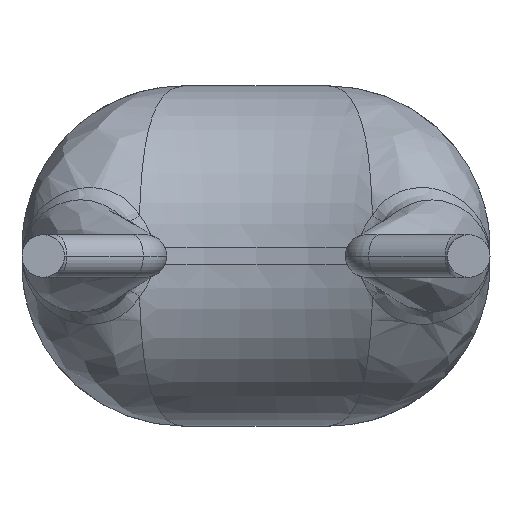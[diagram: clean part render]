
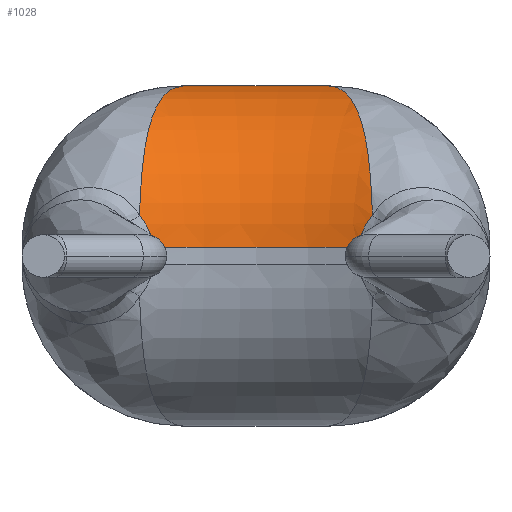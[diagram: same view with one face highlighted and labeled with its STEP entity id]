
A CAD part, front view. The second image highlights one B-rep face of the part: STEP entity #1028.
In plain terms, the highlighted toroidal (fillet/blend) face has major radius 5.55 mm and minor radius 1.9 mm.
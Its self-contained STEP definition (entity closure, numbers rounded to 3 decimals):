
#46 = CARTESIAN_POINT ( 'NONE',  ( -0.85, 4.335, 2. ) ) ;
#61 = CARTESIAN_POINT ( 'NONE',  ( 0.85, 4.335, 2. ) ) ;
#92 = EDGE_CURVE ( 'NONE', #1832, #2072, #994, .T. ) ;
#174 = AXIS2_PLACEMENT_3D ( 'NONE', #453, #671, #1505 ) ;
#177 = CARTESIAN_POINT ( 'NONE',  ( -1.006, 3.888, 1.966 ) ) ;
#223 = B_SPLINE_CURVE_WITH_KNOTS ( 'NONE', 3,
 ( #2298, #273, #1484, #2345, #693, #476, #1315, #1095, #1307, #2526, #264, #61 ),
 .UNSPECIFIED., .F., .F.,
 ( 4, 2, 2, 2, 2, 4 ),
 ( 0., 0.001, 0.001, 0.002, 0.003, 0.003 ),
 .UNSPECIFIED. ) ;
#244 = CARTESIAN_POINT ( 'NONE',  ( 1.202, 2.296, 0.1 ) ) ;
#252 = CARTESIAN_POINT ( 'NONE',  ( -1.368, 2.275, 0.48 ) ) ;
#264 = CARTESIAN_POINT ( 'NONE',  ( 0.931, 4.114, 2. ) ) ;
#268 = CARTESIAN_POINT ( 'NONE',  ( -1.202, 2.296, 0.1 ) ) ;
#273 = CARTESIAN_POINT ( 'NONE',  ( 1.362, 2.328, 0.71 ) ) ;
#283 = TOROIDAL_SURFACE ( 'NONE', #174, 5.55, 1.9 ) ;
#388 = CARTESIAN_POINT ( 'NONE',  ( 1.368, 2.275, 0.48 ) ) ;
#399 = CARTESIAN_POINT ( 'NONE',  ( -1.349, 2.43, 0.927 ) ) ;
#412 = EDGE_LOOP ( 'NONE', ( #1497, #1387, #1169, #529, #443, #1595 ) ) ;
#443 = ORIENTED_EDGE ( 'NONE', *, *, #965, .T. ) ;
#453 = CARTESIAN_POINT ( 'NONE',  ( 0., -1.15, 0.1 ) ) ;
#469 = EDGE_CURVE ( 'NONE', #2028, #1096, #1554, .T. ) ;
#476 = CARTESIAN_POINT ( 'NONE',  ( 1.269, 2.876, 1.463 ) ) ;
#525 = AXIS2_PLACEMENT_3D ( 'NONE', #2077, #1672, #1518 ) ;
#529 = ORIENTED_EDGE ( 'NONE', *, *, #2398, .T. ) ;
#559 = VERTEX_POINT ( 'NONE', #1744 ) ;
#583 = EDGE_CURVE ( 'NONE', #2072, #1096, #809, .T. ) ;
#593 = CARTESIAN_POINT ( 'NONE',  ( -1.187, 3.247, 1.732 ) ) ;
#671 = DIRECTION ( 'NONE',  ( 0., 0., -1. ) ) ;
#693 = CARTESIAN_POINT ( 'NONE',  ( 1.302, 2.71, 1.301 ) ) ;
#751 = B_SPLINE_CURVE_WITH_KNOTS ( 'NONE', 3,
 ( #1005, #1640, #2036, #388 ),
 .UNSPECIFIED., .F., .F.,
 ( 4, 4 ),
 ( 0., 0. ),
 .UNSPECIFIED. ) ;
#800 = CARTESIAN_POINT ( 'NONE',  ( -1.315, 2.633, 1.212 ) ) ;
#808 = CARTESIAN_POINT ( 'NONE',  ( -1.302, 2.71, 1.301 ) ) ;
#809 = B_SPLINE_CURVE_WITH_KNOTS ( 'NONE', 3,
 ( #2134, #1301, #1939, #268 ),
 .UNSPECIFIED., .F., .F.,
 ( 4, 4 ),
 ( 0., 0. ),
 .UNSPECIFIED. ) ;
#936 = CARTESIAN_POINT ( 'NONE',  ( -1.202, 2.296, 0.1 ) ) ;
#965 = EDGE_CURVE ( 'NONE', #559, #1980, #223, .T. ) ;
#994 = B_SPLINE_CURVE_WITH_KNOTS ( 'NONE', 3,
 ( #2058, #2267, #177, #1839, #593, #1649, #1018, #808, #800, #399, #1227, #1863 ),
 .UNSPECIFIED., .F., .F.,
 ( 4, 2, 2, 2, 2, 4 ),
 ( 0., 0.001, 0.001, 0.002, 0.002, 0.003 ),
 .UNSPECIFIED. ) ;
#1005 = CARTESIAN_POINT ( 'NONE',  ( 1.202, 2.296, 0.1 ) ) ;
#1018 = CARTESIAN_POINT ( 'NONE',  ( -1.269, 2.876, 1.463 ) ) ;
#1028 = ADVANCED_FACE ( 'NONE', ( #1951 ), #283, .T. ) ;
#1095 = CARTESIAN_POINT ( 'NONE',  ( 1.187, 3.247, 1.732 ) ) ;
#1096 = VERTEX_POINT ( 'NONE', #936 ) ;
#1169 = ORIENTED_EDGE ( 'NONE', *, *, #469, .F. ) ;
#1227 = CARTESIAN_POINT ( 'NONE',  ( -1.362, 2.328, 0.71 ) ) ;
#1236 = CIRCLE ( 'NONE', #525, 5.55 ) ;
#1296 = DIRECTION ( 'NONE',  ( -1., 0., 0. ) ) ;
#1301 = CARTESIAN_POINT ( 'NONE',  ( -1.279, 2.287, 0.371 ) ) ;
#1307 = CARTESIAN_POINT ( 'NONE',  ( 1.133, 3.457, 1.833 ) ) ;
#1315 = CARTESIAN_POINT ( 'NONE',  ( 1.251, 2.965, 1.536 ) ) ;
#1387 = ORIENTED_EDGE ( 'NONE', *, *, #583, .T. ) ;
#1484 = CARTESIAN_POINT ( 'NONE',  ( 1.349, 2.43, 0.927 ) ) ;
#1497 = ORIENTED_EDGE ( 'NONE', *, *, #92, .T. ) ;
#1505 = DIRECTION ( 'NONE',  ( -1., 0., 0. ) ) ;
#1518 = DIRECTION ( 'NONE',  ( -1., 0., 0. ) ) ;
#1554 = CIRCLE ( 'NONE', #2263, 3.65 ) ;
#1595 = ORIENTED_EDGE ( 'NONE', *, *, #1934, .F. ) ;
#1640 = CARTESIAN_POINT ( 'NONE',  ( 1.218, 2.291, 0.24 ) ) ;
#1649 = CARTESIAN_POINT ( 'NONE',  ( -1.251, 2.965, 1.536 ) ) ;
#1672 = DIRECTION ( 'NONE',  ( 0., 0., -1. ) ) ;
#1704 = DIRECTION ( 'NONE',  ( 0., 0., 1. ) ) ;
#1744 = CARTESIAN_POINT ( 'NONE',  ( 1.368, 2.275, 0.48 ) ) ;
#1832 = VERTEX_POINT ( 'NONE', #46 ) ;
#1839 = CARTESIAN_POINT ( 'NONE',  ( -1.133, 3.457, 1.833 ) ) ;
#1863 = CARTESIAN_POINT ( 'NONE',  ( -1.368, 2.275, 0.48 ) ) ;
#1888 = CARTESIAN_POINT ( 'NONE',  ( 0.85, 4.335, 2. ) ) ;
#1934 = EDGE_CURVE ( 'NONE', #1832, #1980, #1236, .T. ) ;
#1939 = CARTESIAN_POINT ( 'NONE',  ( -1.218, 2.291, 0.24 ) ) ;
#1951 = FACE_OUTER_BOUND ( 'NONE', #412, .T. ) ;
#1980 = VERTEX_POINT ( 'NONE', #1888 ) ;
#2028 = VERTEX_POINT ( 'NONE', #244 ) ;
#2036 = CARTESIAN_POINT ( 'NONE',  ( 1.279, 2.287, 0.371 ) ) ;
#2058 = CARTESIAN_POINT ( 'NONE',  ( -0.85, 4.335, 2. ) ) ;
#2072 = VERTEX_POINT ( 'NONE', #252 ) ;
#2077 = CARTESIAN_POINT ( 'NONE',  ( 0., -1.15, 2. ) ) ;
#2134 = CARTESIAN_POINT ( 'NONE',  ( -1.368, 2.275, 0.48 ) ) ;
#2263 = AXIS2_PLACEMENT_3D ( 'NONE', #2332, #1704, #1296 ) ;
#2267 = CARTESIAN_POINT ( 'NONE',  ( -0.931, 4.113, 2. ) ) ;
#2298 = CARTESIAN_POINT ( 'NONE',  ( 1.368, 2.275, 0.48 ) ) ;
#2332 = CARTESIAN_POINT ( 'NONE',  ( 0., -1.15, 0.1 ) ) ;
#2345 = CARTESIAN_POINT ( 'NONE',  ( 1.315, 2.633, 1.212 ) ) ;
#2398 = EDGE_CURVE ( 'NONE', #2028, #559, #751, .T. ) ;
#2526 = CARTESIAN_POINT ( 'NONE',  ( 1.006, 3.888, 1.966 ) ) ;
